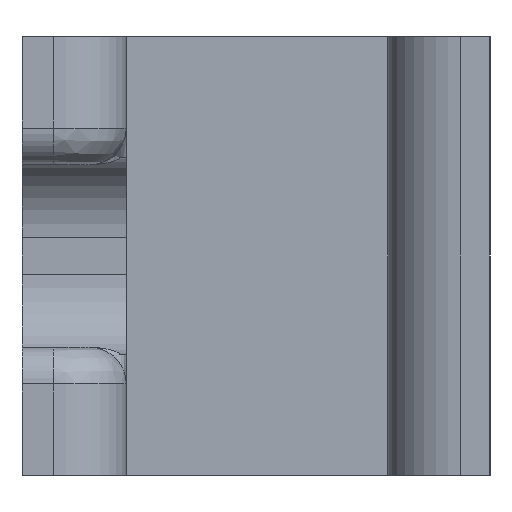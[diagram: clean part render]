
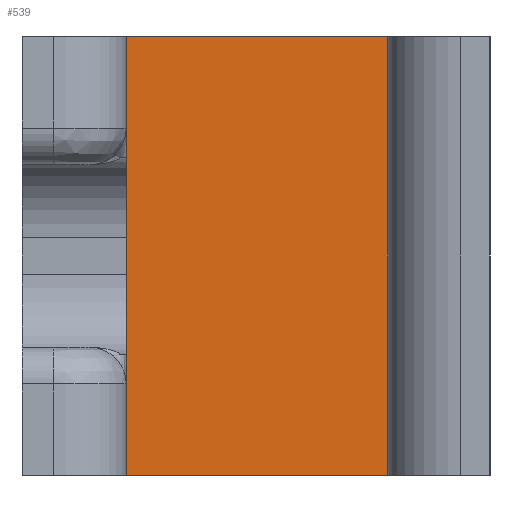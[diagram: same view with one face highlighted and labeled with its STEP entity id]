
A CAD part, left-side view. The second image highlights one B-rep face of the part: STEP entity #539.
In plain terms, the highlighted planar face has unit normal (-1, 0, 0).
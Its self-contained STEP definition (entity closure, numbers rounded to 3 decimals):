
#54=FACE_OUTER_BOUND('',#85,.T.);
#85=EDGE_LOOP('',(#359,#360,#361,#362));
#116=LINE('',#798,#171);
#117=LINE('',#800,#172);
#118=LINE('',#802,#173);
#119=LINE('',#803,#174);
#171=VECTOR('',#639,10.);
#172=VECTOR('',#640,10.);
#173=VECTOR('',#641,10.);
#174=VECTOR('',#642,10.);
#226=VERTEX_POINT('',#796);
#227=VERTEX_POINT('',#797);
#228=VERTEX_POINT('',#799);
#229=VERTEX_POINT('',#801);
#278=EDGE_CURVE('',#226,#227,#116,.T.);
#279=EDGE_CURVE('',#228,#226,#117,.T.);
#280=EDGE_CURVE('',#229,#228,#118,.T.);
#281=EDGE_CURVE('',#227,#229,#119,.T.);
#359=ORIENTED_EDGE('',*,*,#278,.F.);
#360=ORIENTED_EDGE('',*,*,#279,.F.);
#361=ORIENTED_EDGE('',*,*,#280,.F.);
#362=ORIENTED_EDGE('',*,*,#281,.F.);
#521=PLANE('',#584);
#539=ADVANCED_FACE('',(#54),#521,.F.);
#584=AXIS2_PLACEMENT_3D('',#795,#637,#638);
#637=DIRECTION('center_axis',(1.,0.,0.));
#638=DIRECTION('ref_axis',(0.,0.,-1.));
#639=DIRECTION('',(0.,0.,-1.));
#640=DIRECTION('',(0.,-1.,0.));
#641=DIRECTION('',(0.,0.,1.));
#642=DIRECTION('',(0.,1.,0.));
#795=CARTESIAN_POINT('Origin',(71.,4.8,5.));
#796=CARTESIAN_POINT('',(71.,3.,8.));
#797=CARTESIAN_POINT('',(71.,3.,2.));
#798=CARTESIAN_POINT('',(71.,3.,6.5));
#799=CARTESIAN_POINT('',(71.,6.575,8.));
#800=CARTESIAN_POINT('',(71.,6.4,8.));
#801=CARTESIAN_POINT('',(71.,6.575,2.));
#802=CARTESIAN_POINT('',(71.,6.575,3.5));
#803=CARTESIAN_POINT('',(71.,3.2,2.));
